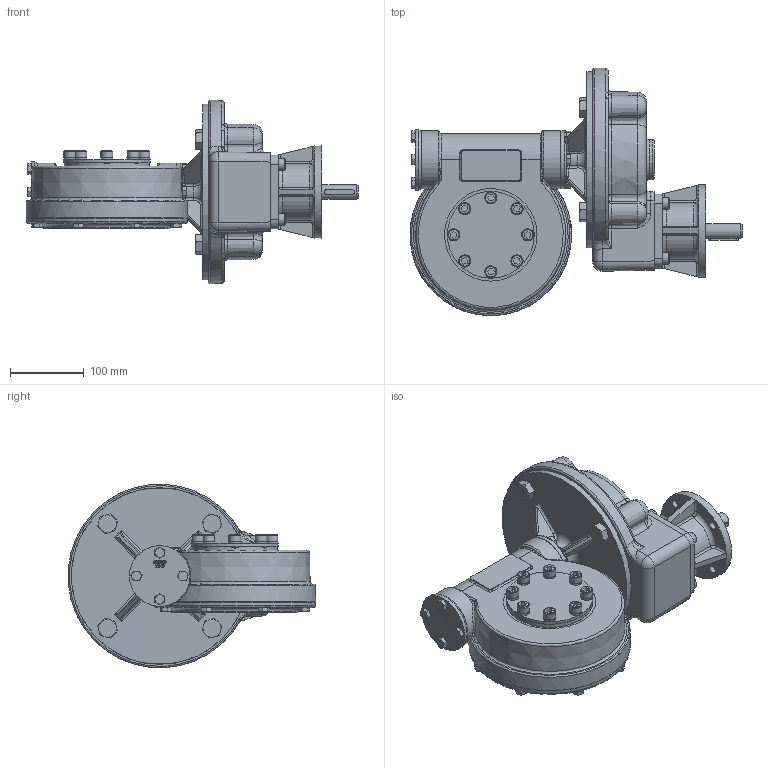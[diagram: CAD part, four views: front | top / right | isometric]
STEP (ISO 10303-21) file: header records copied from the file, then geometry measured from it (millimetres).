
FILE_DESCRIPTION(/* description */ ('Unknown'),/* implementation_level */ '2;1');
FILE_NAME(/* name */ 'PUB-MTW4-IR1L SIMPLIFIED',/* time_stamp */ '2021-04-29T13:40:40+01:00',/* author */ ('Unknown'),/* organization */ ('Unknown'),/* preprocessor_version */ 'ST-DEVELOPER v16.7',/* originating_system */ 'Solid Edge',/* authorisation */ 'Unknown');
FILE_SCHEMA (('AUTOMOTIVE_DESIGN {1 0 10303 214 3 1 1}'));
Products named in the file (1): PUB-MTW4-IR1L SIMPLIFIED
Bounding box: 449.16 x 334.88 x 248.3 mm (x, y, z)
Volume: 4064746.6 mm3; surface area: 911909.7 mm2
Topology: 57 solids, 57 shells, 2932 faces, 7298 edges, 4619 vertices
Faces by surface type: plane 1688, cylinder 388, bspline 370, cone 271, torus 185, sphere 30
Full cylindrical faces by diameter (mm): 6.647 x16, 8 x24, 8.1 x8, 8.376 x16, 8.5 x16, 10 x19, 10.5 x16, 10.7 x8, 11 x8, 13.835 x8, 13.97 x1, 16 x16, 16.5 x4, 16.6 x8, 18 x1, 20 x1, 20.5 x1, 21 x1, 30 x4, 34 x2, 35.105 x1, 36.5 x1, 37 x1, 42 x2, 44.5 x1, 44.6 x1, 45 x1, 50 x6, 62 x2, 66 x1
Entity records: 105199 total; most frequent: CARTESIAN_POINT 29798, ORIENTED_EDGE 13298, DIRECTION 10239, EDGE_CURVE 6649, VERTEX_POINT 4459, AXIS2_PLACEMENT_3D 4055, FACE_BOUND 3700, EDGE_LOOP 3682
